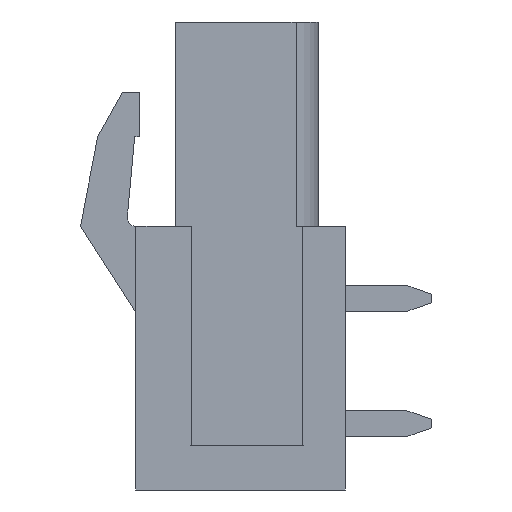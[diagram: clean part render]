
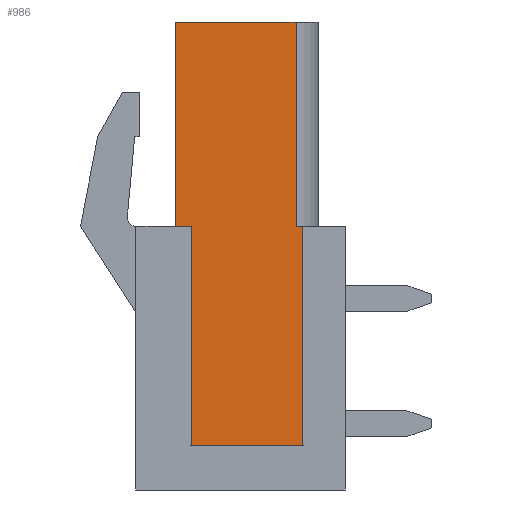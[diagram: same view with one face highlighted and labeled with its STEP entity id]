
A CAD part, left-side view. The second image highlights one B-rep face of the part: STEP entity #986.
In plain terms, the highlighted planar face has unit normal (-1, 0, 0).
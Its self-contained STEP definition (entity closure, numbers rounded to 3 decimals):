
#986 = ADVANCED_FACE( '', ( #2040 ), #2041, .T. );
#2040 = FACE_OUTER_BOUND( '', #3166, .T. );
#2041 = PLANE( '', #3167 );
#3166 = EDGE_LOOP( '', ( #5975, #5976, #5977, #5978, #5979, #5980, #5981 ) );
#3167 = AXIS2_PLACEMENT_3D( '', #5982, #5983, #5984 );
#5975 = ORIENTED_EDGE( '', *, *, #8108, .T. );
#5976 = ORIENTED_EDGE( '', *, *, #8109, .T. );
#5977 = ORIENTED_EDGE( '', *, *, #7160, .T. );
#5978 = ORIENTED_EDGE( '', *, *, #7575, .T. );
#5979 = ORIENTED_EDGE( '', *, *, #8057, .T. );
#5980 = ORIENTED_EDGE( '', *, *, #7933, .F. );
#5981 = ORIENTED_EDGE( '', *, *, #7452, .F. );
#5982 = CARTESIAN_POINT( '', ( -14.29, 0., 0. ) );
#5983 = DIRECTION( '', ( -1., 0., 0. ) );
#5984 = DIRECTION( '', ( 0., 0., 1. ) );
#7160 = EDGE_CURVE( '', #8713, #8711, #8714, .T. );
#7452 = EDGE_CURVE( '', #9204, #9199, #9206, .T. );
#7575 = EDGE_CURVE( '', #8711, #9090, #9393, .T. );
#7933 = EDGE_CURVE( '', #9199, #9896, #9897, .T. );
#8057 = EDGE_CURVE( '', #9090, #9896, #10055, .T. );
#8108 = EDGE_CURVE( '', #9204, #10112, #10113, .T. );
#8109 = EDGE_CURVE( '', #10112, #8713, #10114, .T. );
#8711 = VERTEX_POINT( '', #10926 );
#8713 = VERTEX_POINT( '', #10929 );
#8714 = LINE( '', #10930, #10931 );
#9090 = VERTEX_POINT( '', #11467 );
#9199 = VERTEX_POINT( '', #11622 );
#9204 = VERTEX_POINT( '', #11629 );
#9206 = LINE( '', #11632, #11633 );
#9393 = LINE( '', #11913, #11914 );
#9896 = VERTEX_POINT( '', #12686 );
#9897 = LINE( '', #12687, #12688 );
#10055 = LINE( '', #12931, #12932 );
#10112 = VERTEX_POINT( '', #13020 );
#10113 = LINE( '', #13021, #13022 );
#10114 = LINE( '', #13023, #13024 );
#10926 = CARTESIAN_POINT( '', ( -14.29, 2.65, 8.3 ) );
#10929 = CARTESIAN_POINT( '', ( -14.29, -2.25, 8.3 ) );
#10930 = CARTESIAN_POINT( '', ( -14.29, -3.15, 8.3 ) );
#10931 = VECTOR( '', #13488, 1000. );
#11467 = CARTESIAN_POINT( '', ( -14.29, 2.65, 0. ) );
#11622 = CARTESIAN_POINT( '', ( -14.29, -3.15, -8.9 ) );
#11629 = CARTESIAN_POINT( '', ( -14.29, -3.15, 0. ) );
#11632 = CARTESIAN_POINT( '', ( -14.29, -3.15, 0. ) );
#11633 = VECTOR( '', #13809, 1000. );
#11913 = CARTESIAN_POINT( '', ( -14.29, 2.65, 8.3 ) );
#11914 = VECTOR( '', #13913, 1000. );
#12686 = CARTESIAN_POINT( '', ( -14.29, 2.65, -8.9 ) );
#12687 = CARTESIAN_POINT( '', ( -14.29, -4.25, -8.9 ) );
#12688 = VECTOR( '', #14265, 1000. );
#12931 = CARTESIAN_POINT( '', ( -14.29, 2.65, 0. ) );
#12932 = VECTOR( '', #14366, 1000. );
#13020 = CARTESIAN_POINT( '', ( -14.29, -2.25, 0. ) );
#13021 = CARTESIAN_POINT( '', ( -14.29, 0., 0. ) );
#13022 = VECTOR( '', #14402, 1000. );
#13023 = CARTESIAN_POINT( '', ( -14.29, -2.25, 0. ) );
#13024 = VECTOR( '', #14403, 1000. );
#13488 = DIRECTION( '', ( 0., 1., 0. ) );
#13809 = DIRECTION( '', ( 0., 0., -1. ) );
#13913 = DIRECTION( '', ( 0., 0., -1. ) );
#14265 = DIRECTION( '', ( 0., 1., 0. ) );
#14366 = DIRECTION( '', ( 0., 0., -1. ) );
#14402 = DIRECTION( '', ( 0., 1., 0. ) );
#14403 = DIRECTION( '', ( 0., 0., 1. ) );
